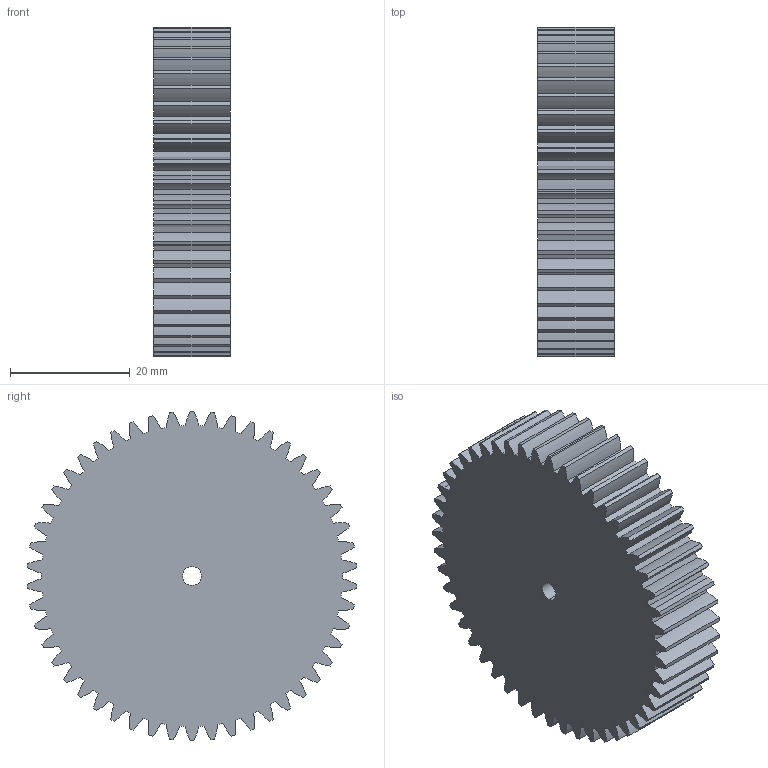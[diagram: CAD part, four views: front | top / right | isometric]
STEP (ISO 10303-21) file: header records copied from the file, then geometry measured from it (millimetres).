
FILE_DESCRIPTION (( 'STEP AP214' ), '1' );
FILE_NAME ('Inch - Spur gear 24DP 50T 20PA 0.5FW ---S50N3.0H2.0L0.125N.STEP', '2024-04-18T22:29:13', ( '' ), ( '' ), 'SwSTEP 2.0', 'SolidWorks 2024', '' );
FILE_SCHEMA (( 'AUTOMOTIVE_DESIGN' ));
Length unit declared in the file: inch
Products named in the file (1): Inch - Spur gear 24DP 50T 20PA 0.5FW ---S50N3.0H2.0L0.125N
Bounding box: 12.7 x 54.96 x 55.03 mm (x, y, z)
Volume: 27449.3 mm3; surface area: 8679 mm2
Topology: 1 solids, 1 shells, 207 faces, 615 edges, 410 vertices
Faces by surface type: cylinder 205, plane 2
Entity records: 7230 total; most frequent: DIRECTION 1441, CARTESIAN_POINT 1233, ORIENTED_EDGE 1230, AXIS2_PLACEMENT_3D 618, EDGE_CURVE 615, VERTEX_POINT 410, CIRCLE 410, EDGE_LOOP 209
